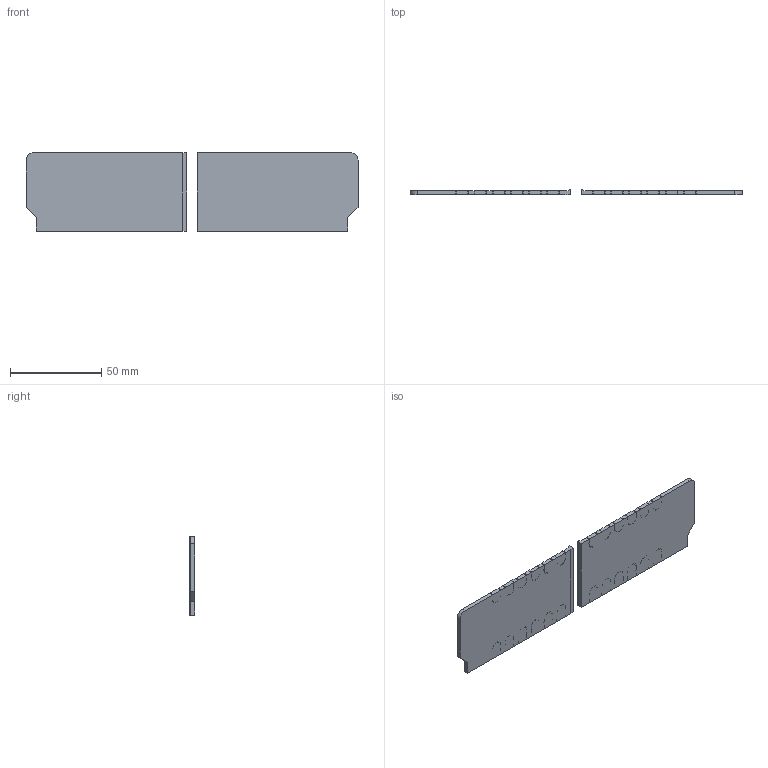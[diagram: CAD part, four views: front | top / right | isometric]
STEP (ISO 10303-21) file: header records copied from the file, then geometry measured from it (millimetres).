
FILE_DESCRIPTION(('HOOPS Exchange Step'),'2;1');
FILE_NAME('temp_export','2021-02-13T00:03:15-23:00',('mobile'),('Shapr3D Limited'),'HOOPS Exchange 2020.2','Shapr3D','Authorized');
FILE_SCHEMA( ('AP203_CONFIGURATION_CONTROLLED_3D_DESIGN_OF_MECHANICAL_PARTS_AND_ASSEMBLIES_MIM_LF') );
Length unit declared in the file: millimetre
Products named in the file (1): 2571F6D4-E1EA-4AF0-9C43-23FD48F12725.tmp
Bounding box: 182.4 x 3.2 x 43 mm (x, y, z)
Volume: 15886.2 mm3; surface area: 18076.9 mm2
Topology: 2 solids, 2 shells, 332 faces, 944 edges, 630 vertices
Faces by surface type: plane 236, cylinder 74, bspline 12, extrusion 10
Entity records: 12204 total; most frequent: CARTESIAN_POINT 3330, ORIENTED_EDGE 1888, DIRECTION 1739, EDGE_CURVE 944, VECTOR 761, LINE 751, VERTEX_POINT 630, AXIS2_PLACEMENT_3D 489
